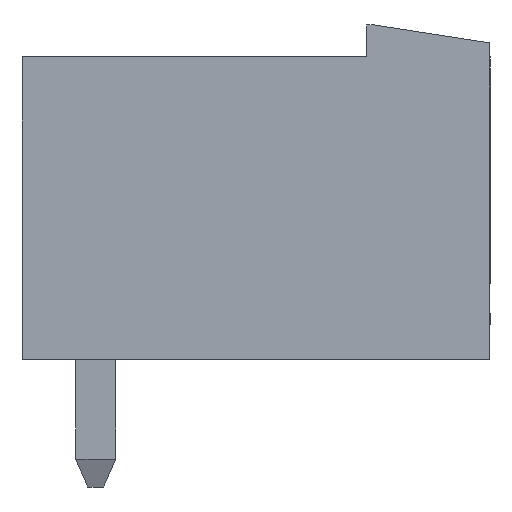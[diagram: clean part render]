
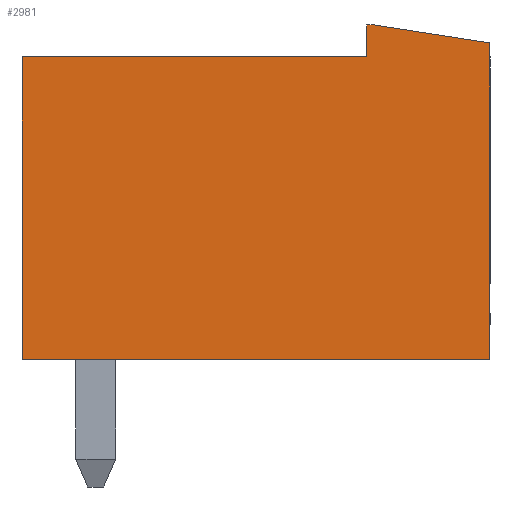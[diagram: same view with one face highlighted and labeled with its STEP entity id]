
A CAD part, left-side view. The second image highlights one B-rep face of the part: STEP entity #2981.
In plain terms, the highlighted planar face has unit normal (-1, 0, 0).
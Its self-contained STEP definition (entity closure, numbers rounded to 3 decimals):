
#2970=AXIS2_PLACEMENT_3D('Plane Axis2P3D',#2967,#2968,#2969) ;
#266=CARTESIAN_POINT('Vertex',(0.,0.,11.15)) ;
#269=CARTESIAN_POINT('Line Origine',(0.,0.,7.175)) ;
#273=CARTESIAN_POINT('Vertex',(0.,0.,3.2)) ;
#1203=CARTESIAN_POINT('Vertex',(0.,2.9,11.6)) ;
#1206=CARTESIAN_POINT('Line Origine',(0.,1.45,11.375)) ;
#1234=CARTESIAN_POINT('Vertex',(0.,3.1,11.6)) ;
#1237=CARTESIAN_POINT('Line Origine',(0.,3.,11.6)) ;
#1489=CARTESIAN_POINT('Vertex',(0.,3.1,10.8)) ;
#1492=CARTESIAN_POINT('Line Origine',(0.,3.1,11.2)) ;
#1608=CARTESIAN_POINT('Vertex',(0.,11.75,10.8)) ;
#1611=CARTESIAN_POINT('Line Origine',(0.,7.425,10.8)) ;
#2228=CARTESIAN_POINT('Vertex',(0.,11.75,3.2)) ;
#2233=CARTESIAN_POINT('Line Origine',(0.,11.75,7.)) ;
#2541=CARTESIAN_POINT('Line Origine',(0.,5.875,3.2)) ;
#2967=CARTESIAN_POINT('Axis2P3D Location',(0.,0.,0.)) ;
#270=DIRECTION('Vector Direction',(0.,0.,-1.)) ;
#1207=DIRECTION('Vector Direction',(0.,-0.988,-0.153)) ;
#1238=DIRECTION('Vector Direction',(0.,-1.,0.)) ;
#1493=DIRECTION('Vector Direction',(0.,0.,1.)) ;
#1612=DIRECTION('Vector Direction',(0.,-1.,0.)) ;
#2234=DIRECTION('Vector Direction',(0.,0.,1.)) ;
#2542=DIRECTION('Vector Direction',(0.,1.,0.)) ;
#2968=DIRECTION('Axis2P3D Direction',(-1.,0.,0.)) ;
#2969=DIRECTION('Axis2P3D XDirection',(0.,-1.,0.)) ;
#271=VECTOR('Line Direction',#270,1.) ;
#1208=VECTOR('Line Direction',#1207,1.) ;
#1239=VECTOR('Line Direction',#1238,1.) ;
#1494=VECTOR('Line Direction',#1493,1.) ;
#1613=VECTOR('Line Direction',#1612,1.) ;
#2235=VECTOR('Line Direction',#2234,1.) ;
#2543=VECTOR('Line Direction',#2542,1.) ;
#2973=ORIENTED_EDGE('',*,*,#275,.T.) ;
#2974=ORIENTED_EDGE('',*,*,#1210,.T.) ;
#2975=ORIENTED_EDGE('',*,*,#1241,.T.) ;
#2976=ORIENTED_EDGE('',*,*,#1496,.T.) ;
#2977=ORIENTED_EDGE('',*,*,#1615,.T.) ;
#2978=ORIENTED_EDGE('',*,*,#2237,.T.) ;
#2979=ORIENTED_EDGE('',*,*,#2545,.T.) ;
#2981=ADVANCED_FACE('HOUSING',(#2980),#2971,.T.) ;
#275=EDGE_CURVE('',#274,#267,#272,.F.) ;
#1210=EDGE_CURVE('',#267,#1204,#1209,.F.) ;
#1241=EDGE_CURVE('',#1204,#1235,#1240,.F.) ;
#1496=EDGE_CURVE('',#1235,#1490,#1495,.F.) ;
#1615=EDGE_CURVE('',#1490,#1609,#1614,.F.) ;
#2237=EDGE_CURVE('',#1609,#2229,#2236,.F.) ;
#2545=EDGE_CURVE('',#2229,#274,#2544,.F.) ;
#2972=EDGE_LOOP('',(#2973,#2974,#2975,#2976,#2977,#2978,#2979)) ;
#2980=FACE_OUTER_BOUND('',#2972,.T.) ;
#272=LINE('Line',#269,#271) ;
#1209=LINE('Line',#1206,#1208) ;
#1240=LINE('Line',#1237,#1239) ;
#1495=LINE('Line',#1492,#1494) ;
#1614=LINE('Line',#1611,#1613) ;
#2236=LINE('Line',#2233,#2235) ;
#2544=LINE('Line',#2541,#2543) ;
#2971=PLANE('',#2970) ;
#267=VERTEX_POINT('',#266) ;
#274=VERTEX_POINT('',#273) ;
#1204=VERTEX_POINT('',#1203) ;
#1235=VERTEX_POINT('',#1234) ;
#1490=VERTEX_POINT('',#1489) ;
#1609=VERTEX_POINT('',#1608) ;
#2229=VERTEX_POINT('',#2228) ;
